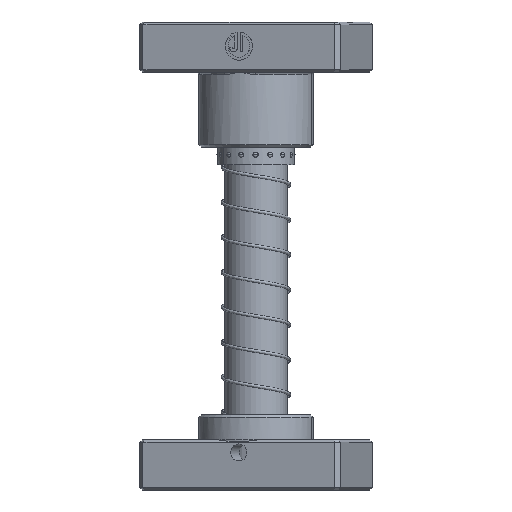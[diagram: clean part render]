
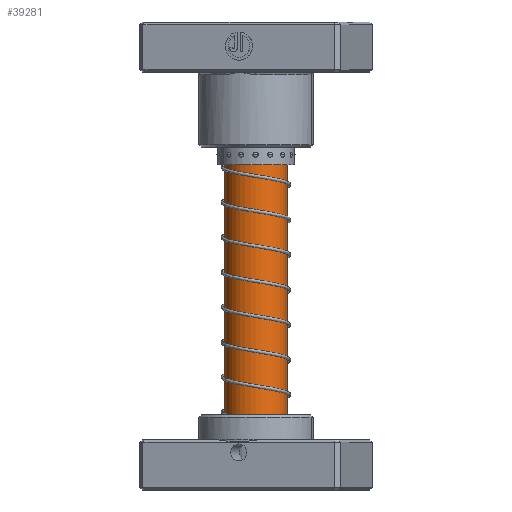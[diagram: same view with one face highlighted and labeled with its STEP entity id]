
A CAD part, front view. The second image highlights one B-rep face of the part: STEP entity #39281.
In plain terms, the highlighted cylindrical face has radius 12.5 mm (diameter 25 mm), a partial arc.
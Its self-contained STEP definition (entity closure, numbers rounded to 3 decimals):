
#378 = EDGE_CURVE ( 'NONE', #25038, #31729, #28296, .T. ) ;
#1809 = CARTESIAN_POINT ( 'NONE',  ( 12.5, 0., 19.25 ) ) ;
#2567 = CIRCLE ( 'NONE', #27543, 12.5 ) ;
#3194 = ORIENTED_EDGE ( 'NONE', *, *, #3446, .F. ) ;
#3446 = EDGE_CURVE ( 'NONE', #13596, #31729, #29741, .T. ) ;
#3872 = CARTESIAN_POINT ( 'NONE',  ( 12.5, 0., 157.5 ) ) ;
#4739 = CARTESIAN_POINT ( 'NONE',  ( 0., 0., 160. ) ) ;
#7111 = CARTESIAN_POINT ( 'NONE',  ( -12.5, 0., 157.5 ) ) ;
#7544 = CARTESIAN_POINT ( 'NONE',  ( -12.5, 0., 160. ) ) ;
#9258 = EDGE_LOOP ( 'NONE', ( #38658, #37558, #10404, #3194 ) ) ;
#10404 = ORIENTED_EDGE ( 'NONE', *, *, #378, .T. ) ;
#10986 = DIRECTION ( 'NONE',  ( 0., 0., -1. ) ) ;
#11752 = CYLINDRICAL_SURFACE ( 'NONE', #37457, 12.5 ) ;
#12586 = DIRECTION ( 'NONE',  ( 0., 0., -1. ) ) ;
#13596 = VERTEX_POINT ( 'NONE', #1809 ) ;
#14636 = DIRECTION ( 'NONE',  ( 0., 0., -1. ) ) ;
#17852 = DIRECTION ( 'NONE',  ( 0., 0., -1. ) ) ;
#19272 = AXIS2_PLACEMENT_3D ( 'NONE', #33705, #14636, #36878 ) ;
#19827 = VECTOR ( 'NONE', #28795, 1000. ) ;
#20160 = VERTEX_POINT ( 'NONE', #3872 ) ;
#20570 = DIRECTION ( 'NONE',  ( -1., 0., 0. ) ) ;
#20587 = LINE ( 'NONE', #36918, #36518 ) ;
#21619 = CARTESIAN_POINT ( 'NONE',  ( -12.5, 0., 19.25 ) ) ;
#22274 = EDGE_CURVE ( 'NONE', #20160, #25038, #2567, .T. ) ;
#25038 = VERTEX_POINT ( 'NONE', #7111 ) ;
#27543 = AXIS2_PLACEMENT_3D ( 'NONE', #31652, #12586, #34853 ) ;
#28296 = LINE ( 'NONE', #7544, #19827 ) ;
#28795 = DIRECTION ( 'NONE',  ( 0., 0., -1. ) ) ;
#29741 = CIRCLE ( 'NONE', #19272, 12.5 ) ;
#31652 = CARTESIAN_POINT ( 'NONE',  ( 0., 0., 157.5 ) ) ;
#31729 = VERTEX_POINT ( 'NONE', #21619 ) ;
#33134 = EDGE_CURVE ( 'NONE', #20160, #13596, #20587, .T. ) ;
#33705 = CARTESIAN_POINT ( 'NONE',  ( 0., 0., 19.25 ) ) ;
#34853 = DIRECTION ( 'NONE',  ( 1., 0., 0. ) ) ;
#36518 = VECTOR ( 'NONE', #17852, 1000. ) ;
#36878 = DIRECTION ( 'NONE',  ( -1., 0., 0. ) ) ;
#36918 = CARTESIAN_POINT ( 'NONE',  ( 12.5, 0., 160. ) ) ;
#37126 = FACE_OUTER_BOUND ( 'NONE', #9258, .T. ) ;
#37457 = AXIS2_PLACEMENT_3D ( 'NONE', #4739, #10986, #20570 ) ;
#37558 = ORIENTED_EDGE ( 'NONE', *, *, #22274, .T. ) ;
#38658 = ORIENTED_EDGE ( 'NONE', *, *, #33134, .F. ) ;
#39281 = ADVANCED_FACE ( 'NONE', ( #37126 ), #11752, .T. ) ;
